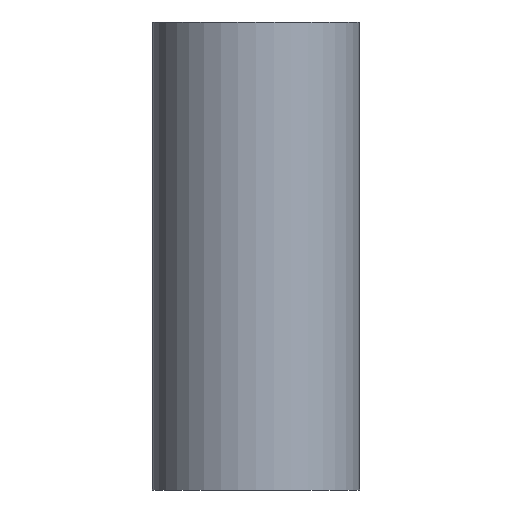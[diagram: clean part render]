
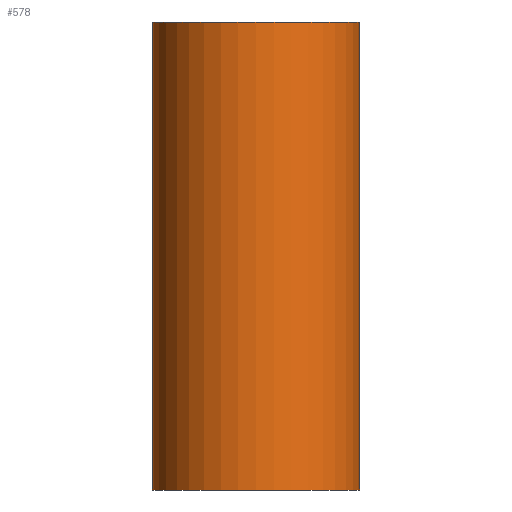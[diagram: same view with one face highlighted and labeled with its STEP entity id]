
A CAD part, front view. The second image highlights one B-rep face of the part: STEP entity #578.
In plain terms, the highlighted cylindrical face has radius 157.48 mm (diameter 314.96 mm), a partial arc.
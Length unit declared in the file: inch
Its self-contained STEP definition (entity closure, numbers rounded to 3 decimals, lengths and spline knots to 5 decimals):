
#17 = VERTEX_POINT ( 'NONE', #109 ) ;
#24 = DIRECTION ( 'NONE',  ( 0., 0., 1. ) ) ;
#26 = VECTOR ( 'NONE', #78, 39.37008 ) ;
#65 = LINE ( 'NONE', #341, #602 ) ;
#73 = CARTESIAN_POINT ( 'NONE',  ( 0., 0., -20. ) ) ;
#78 = DIRECTION ( 'NONE',  ( 0., 0., 1. ) ) ;
#87 = ORIENTED_EDGE ( 'NONE', *, *, #403, .F. ) ;
#109 = CARTESIAN_POINT ( 'NONE',  ( -6.2, 0., 0. ) ) ;
#110 = EDGE_CURVE ( 'NONE', #185, #489, #170, .T. ) ;
#127 = LINE ( 'NONE', #382, #585 ) ;
#129 = EDGE_LOOP ( 'NONE', ( #184, #87, #450, #229, #547, #362 ) ) ;
#152 = DIRECTION ( 'NONE',  ( 1., 0., 0. ) ) ;
#158 = CARTESIAN_POINT ( 'NONE',  ( 6.2, 0., -20. ) ) ;
#170 = LINE ( 'NONE', #173, #347 ) ;
#173 = CARTESIAN_POINT ( 'NONE',  ( 6.2, 0., -20. ) ) ;
#175 = LINE ( 'NONE', #196, #26 ) ;
#178 = DIRECTION ( 'NONE',  ( 0., 0., 1. ) ) ;
#184 = ORIENTED_EDGE ( 'NONE', *, *, #224, .F. ) ;
#185 = VERTEX_POINT ( 'NONE', #158 ) ;
#196 = CARTESIAN_POINT ( 'NONE',  ( -6.2, 0., -20. ) ) ;
#224 = EDGE_CURVE ( 'NONE', #593, #17, #175, .T. ) ;
#229 = ORIENTED_EDGE ( 'NONE', *, *, #527, .T. ) ;
#259 = CARTESIAN_POINT ( 'NONE',  ( 6.2, 0., 0. ) ) ;
#266 = CARTESIAN_POINT ( 'NONE',  ( -6.2, 0., -20. ) ) ;
#268 = VERTEX_POINT ( 'NONE', #546 ) ;
#300 = DIRECTION ( 'NONE',  ( 0., 0., 1. ) ) ;
#341 = CARTESIAN_POINT ( 'NONE',  ( 6.2, 0., -20. ) ) ;
#347 = VECTOR ( 'NONE', #178, 39.37008 ) ;
#357 = EDGE_CURVE ( 'NONE', #268, #596, #553, .T. ) ;
#362 = ORIENTED_EDGE ( 'NONE', *, *, #663, .F. ) ;
#382 = CARTESIAN_POINT ( 'NONE',  ( -6.2, 0., -20. ) ) ;
#403 = EDGE_CURVE ( 'NONE', #185, #593, #660, .T. ) ;
#409 = FACE_OUTER_BOUND ( 'NONE', #129, .T. ) ;
#445 = DIRECTION ( 'NONE',  ( -1., 0., 0. ) ) ;
#447 = DIRECTION ( 'NONE',  ( 0., 0., -1. ) ) ;
#449 = CARTESIAN_POINT ( 'NONE',  ( 0., 0., -20. ) ) ;
#450 = ORIENTED_EDGE ( 'NONE', *, *, #110, .T. ) ;
#464 = AXIS2_PLACEMENT_3D ( 'NONE', #73, #24, #152 ) ;
#489 = VERTEX_POINT ( 'NONE', #259 ) ;
#511 = DIRECTION ( 'NONE',  ( -1., 0., 0. ) ) ;
#527 = EDGE_CURVE ( 'NONE', #489, #268, #65, .T. ) ;
#535 = DIRECTION ( 'NONE',  ( 0., 0., -1. ) ) ;
#539 = CARTESIAN_POINT ( 'NONE',  ( 0., 0., 8. ) ) ;
#546 = CARTESIAN_POINT ( 'NONE',  ( 6.2, 0., 8. ) ) ;
#547 = ORIENTED_EDGE ( 'NONE', *, *, #357, .T. ) ;
#549 = AXIS2_PLACEMENT_3D ( 'NONE', #539, #535, #511 ) ;
#553 = CIRCLE ( 'NONE', #549, 6.2 ) ;
#578 = ADVANCED_FACE ( 'NONE', ( #409 ), #650, .T. ) ;
#584 = AXIS2_PLACEMENT_3D ( 'NONE', #449, #447, #445 ) ;
#585 = VECTOR ( 'NONE', #627, 39.37008 ) ;
#593 = VERTEX_POINT ( 'NONE', #266 ) ;
#596 = VERTEX_POINT ( 'NONE', #607 ) ;
#602 = VECTOR ( 'NONE', #300, 39.37008 ) ;
#607 = CARTESIAN_POINT ( 'NONE',  ( -6.2, 0., 8. ) ) ;
#627 = DIRECTION ( 'NONE',  ( 0., 0., 1. ) ) ;
#650 = CYLINDRICAL_SURFACE ( 'NONE', #464, 6.2 ) ;
#660 = CIRCLE ( 'NONE', #584, 6.2 ) ;
#663 = EDGE_CURVE ( 'NONE', #17, #596, #127, .T. ) ;
